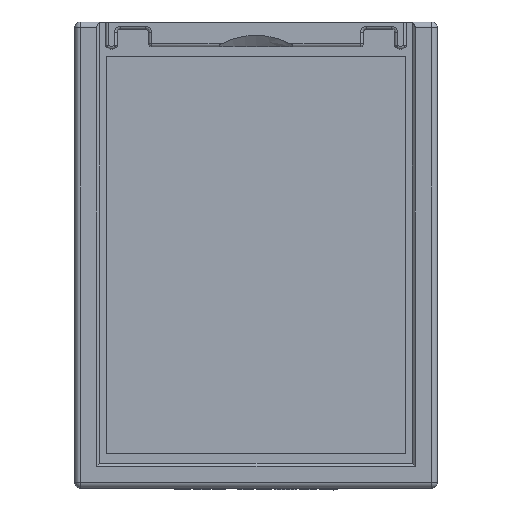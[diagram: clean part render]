
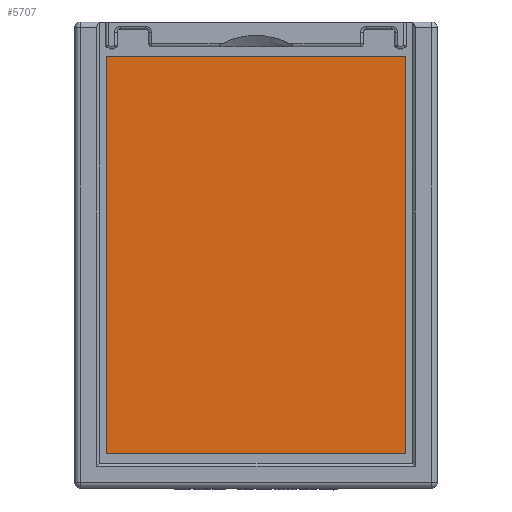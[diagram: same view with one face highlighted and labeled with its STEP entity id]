
A CAD part, top view. The second image highlights one B-rep face of the part: STEP entity #5707.
In plain terms, the highlighted planar face has unit normal (0, 0, 1).
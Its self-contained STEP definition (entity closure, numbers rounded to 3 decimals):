
#1038=DIRECTION('',(1.,0.,0.));
#1039=VECTOR('',#1038,50.5);
#1040=CARTESIAN_POINT('',(-177.217,193.971,-2.));
#1041=LINE('',#1040,#1039);
#1070=DIRECTION('',(1.,0.,0.));
#1071=VECTOR('',#1070,50.5);
#1072=CARTESIAN_POINT('',(-106.717,193.971,-2.));
#1073=LINE('',#1072,#1071);
#1427=DIRECTION('',(0.,-1.,0.));
#1428=VECTOR('',#1427,160.);
#1429=CARTESIAN_POINT('',(-177.217,193.971,-2.));
#1430=LINE('',#1429,#1428);
#1443=DIRECTION('',(1.,0.,0.));
#1444=VECTOR('',#1443,5.);
#1445=CARTESIAN_POINT('',(-126.717,189.971,-2.));
#1446=LINE('',#1445,#1444);
#1447=DIRECTION('',(0.,-1.,0.));
#1448=VECTOR('',#1447,6.);
#1449=CARTESIAN_POINT('',(-121.717,189.971,-2.));
#1450=LINE('',#1449,#1448);
#1451=DIRECTION('',(-1.,0.,0.));
#1452=VECTOR('',#1451,6.);
#1453=CARTESIAN_POINT('',(-113.717,181.971,-2.));
#1454=LINE('',#1453,#1452);
#1455=DIRECTION('',(0.,-1.,0.));
#1456=VECTOR('',#1455,6.);
#1457=CARTESIAN_POINT('',(-111.717,189.971,-2.));
#1458=LINE('',#1457,#1456);
#1459=DIRECTION('',(-1.,0.,0.));
#1460=VECTOR('',#1459,5.);
#1461=CARTESIAN_POINT('',(-106.717,189.971,-2.));
#1462=LINE('',#1461,#1460);
#1463=DIRECTION('',(0.,1.,0.));
#1464=VECTOR('',#1463,4.);
#1465=CARTESIAN_POINT('',(-106.717,189.971,-2.));
#1466=LINE('',#1465,#1464);
#1467=DIRECTION('',(1.,0.,0.));
#1468=VECTOR('',#1467,121.);
#1469=CARTESIAN_POINT('',(-177.217,33.971,-2.));
#1470=LINE('',#1469,#1468);
#1471=DIRECTION('',(0.,1.,0.));
#1472=VECTOR('',#1471,4.);
#1473=CARTESIAN_POINT('',(-126.717,189.971,-2.));
#1474=LINE('',#1473,#1472);
#2199=CARTESIAN_POINT('',(-119.717,183.971,-2.));
#2200=DIRECTION('',(0.,0.,-1.));
#2201=DIRECTION('',(0.,-1.,0.));
#2202=AXIS2_PLACEMENT_3D('',#2199,#2200,#2201);
#2217=CARTESIAN_POINT('',(-113.717,183.971,-2.));
#2218=DIRECTION('',(0.,0.,-1.));
#2219=DIRECTION('',(1.,0.,0.));
#2220=AXIS2_PLACEMENT_3D('',#2217,#2218,#2219);
#2238=DIRECTION('',(0.,1.,0.));
#2239=VECTOR('',#2238,160.);
#2240=CARTESIAN_POINT('',(-56.217,33.971,-2.));
#2241=LINE('',#2240,#2239);
#3525=CARTESIAN_POINT('',(-121.717,183.971,-2.));
#3527=VERTEX_POINT('',#3525);
#3529=CARTESIAN_POINT('',(-119.717,181.971,-2.));
#3531=VERTEX_POINT('',#3529);
#3533=CARTESIAN_POINT('',(-113.717,181.971,-2.));
#3535=VERTEX_POINT('',#3533);
#3537=CARTESIAN_POINT('',(-111.717,183.971,-2.));
#3539=VERTEX_POINT('',#3537);
#3540=CARTESIAN_POINT('',(-177.217,33.971,-2.));
#3541=CARTESIAN_POINT('',(-56.217,33.971,-2.));
#3542=VERTEX_POINT('',#3540);
#3543=VERTEX_POINT('',#3541);
#3558=CARTESIAN_POINT('',(-106.717,189.971,-2.));
#3559=CARTESIAN_POINT('',(-111.717,189.971,-2.));
#3560=VERTEX_POINT('',#3558);
#3561=VERTEX_POINT('',#3559);
#3566=CARTESIAN_POINT('',(-121.717,189.971,-2.));
#3567=VERTEX_POINT('',#3566);
#3568=CARTESIAN_POINT('',(-126.717,189.971,-2.));
#3569=VERTEX_POINT('',#3568);
#3610=CARTESIAN_POINT('',(-106.717,193.971,-2.));
#3611=VERTEX_POINT('',#3610);
#3612=CARTESIAN_POINT('',(-56.217,193.971,-2.));
#3613=VERTEX_POINT('',#3612);
#3626=CARTESIAN_POINT('',(-177.217,193.971,-2.));
#3627=VERTEX_POINT('',#3626);
#3628=CARTESIAN_POINT('',(-126.717,193.971,-2.));
#3629=VERTEX_POINT('',#3628);
#5676=CARTESIAN_POINT('',(-177.717,32.971,-2.));
#5677=DIRECTION('',(0.,0.,-1.));
#5678=DIRECTION('',(1.,0.,0.));
#5679=AXIS2_PLACEMENT_3D('',#5676,#5677,#5678);
#5680=PLANE('',#5679);
#5681=ORIENTED_EDGE('',*,*,#5659,.F.);
#5682=ORIENTED_EDGE('',*,*,#4905,.T.);
#5684=ORIENTED_EDGE('',*,*,#5683,.F.);
#5686=ORIENTED_EDGE('',*,*,#5685,.T.);
#5688=ORIENTED_EDGE('',*,*,#5687,.T.);
#5690=ORIENTED_EDGE('',*,*,#5689,.F.);
#5692=ORIENTED_EDGE('',*,*,#5691,.F.);
#5694=ORIENTED_EDGE('',*,*,#5693,.F.);
#5695=ORIENTED_EDGE('',*,*,#4857,.F.);
#5697=ORIENTED_EDGE('',*,*,#5696,.F.);
#5699=ORIENTED_EDGE('',*,*,#5698,.T.);
#5700=ORIENTED_EDGE('',*,*,#4921,.T.);
#5702=ORIENTED_EDGE('',*,*,#5701,.F.);
#5704=ORIENTED_EDGE('',*,*,#5703,.F.);
#5705=EDGE_LOOP('',(#5681,#5682,#5684,#5686,#5688,#5690,#5692,#5694,#5695,#5697,
#5699,#5700,#5702,#5704));
#5706=FACE_OUTER_BOUND('',#5705,.F.);
#5707=ADVANCED_FACE('',(#5706),#5680,.F.);
#2203=CIRCLE('',#2202,2.);
#2221=CIRCLE('',#2220,2.);
#4857=EDGE_CURVE('',#3561,#3539,#1458,.T.);
#4905=EDGE_CURVE('',#3627,#3629,#1041,.T.);
#4921=EDGE_CURVE('',#3611,#3613,#1073,.T.);
#5659=EDGE_CURVE('',#3627,#3542,#1430,.T.);
#5683=EDGE_CURVE('',#3569,#3629,#1474,.T.);
#5685=EDGE_CURVE('',#3569,#3567,#1446,.T.);
#5687=EDGE_CURVE('',#3567,#3527,#1450,.T.);
#5689=EDGE_CURVE('',#3531,#3527,#2203,.T.);
#5691=EDGE_CURVE('',#3535,#3531,#1454,.T.);
#5693=EDGE_CURVE('',#3539,#3535,#2221,.T.);
#5696=EDGE_CURVE('',#3560,#3561,#1462,.T.);
#5698=EDGE_CURVE('',#3560,#3611,#1466,.T.);
#5701=EDGE_CURVE('',#3543,#3613,#2241,.T.);
#5703=EDGE_CURVE('',#3542,#3543,#1470,.T.);
